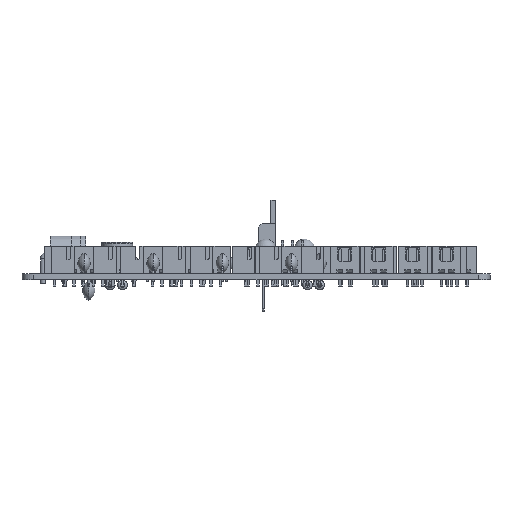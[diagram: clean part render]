
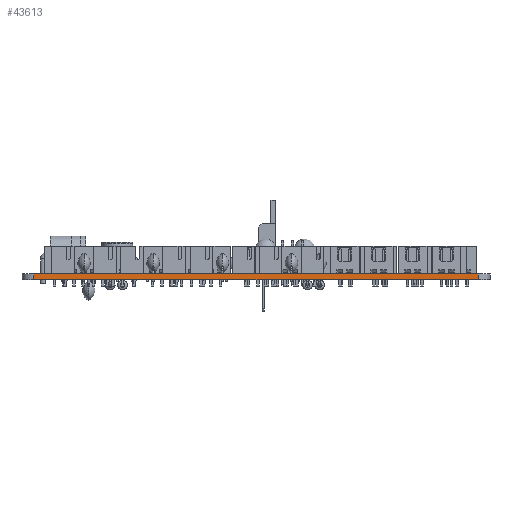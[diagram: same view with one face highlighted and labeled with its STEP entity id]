
A CAD part, front view. The second image highlights one B-rep face of the part: STEP entity #43613.
In plain terms, the highlighted planar face has unit normal (0, -1, 0).
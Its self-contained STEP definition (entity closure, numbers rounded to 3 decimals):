
#36750 = VERTEX_POINT('',#36751);
#36751 = CARTESIAN_POINT('',(96.4,-122.42,0.));
#36758 = EDGE_CURVE('',#36759,#36750,#36761,.T.);
#36759 = VERTEX_POINT('',#36760);
#36760 = CARTESIAN_POINT('',(210.4,-122.42,0.));
#36761 = LINE('',#36762,#36763);
#36762 = CARTESIAN_POINT('',(210.4,-122.42,0.));
#36763 = VECTOR('',#36764,1.);
#36764 = DIRECTION('',(-1.,0.,0.));
#40168 = VERTEX_POINT('',#40169);
#40169 = CARTESIAN_POINT('',(96.4,-122.42,1.51));
#40176 = EDGE_CURVE('',#40177,#40168,#40179,.T.);
#40177 = VERTEX_POINT('',#40178);
#40178 = CARTESIAN_POINT('',(210.4,-122.42,1.51));
#40179 = LINE('',#40180,#40181);
#40180 = CARTESIAN_POINT('',(210.4,-122.42,1.51));
#40181 = VECTOR('',#40182,1.);
#40182 = DIRECTION('',(-1.,0.,0.));
#43585 = EDGE_CURVE('',#36759,#40177,#43586,.T.);
#43586 = LINE('',#43587,#43588);
#43587 = CARTESIAN_POINT('',(210.4,-122.42,0.));
#43588 = VECTOR('',#43589,1.);
#43589 = DIRECTION('',(0.,0.,1.));
#43613 = ADVANCED_FACE('',(#43614),#43625,.T.);
#43614 = FACE_BOUND('',#43615,.T.);
#43615 = EDGE_LOOP('',(#43616,#43617,#43618,#43624));
#43616 = ORIENTED_EDGE('',*,*,#43585,.T.);
#43617 = ORIENTED_EDGE('',*,*,#40176,.T.);
#43618 = ORIENTED_EDGE('',*,*,#43619,.F.);
#43619 = EDGE_CURVE('',#36750,#40168,#43620,.T.);
#43620 = LINE('',#43621,#43622);
#43621 = CARTESIAN_POINT('',(96.4,-122.42,0.));
#43622 = VECTOR('',#43623,1.);
#43623 = DIRECTION('',(0.,0.,1.));
#43624 = ORIENTED_EDGE('',*,*,#36758,.F.);
#43625 = PLANE('',#43626);
#43626 = AXIS2_PLACEMENT_3D('',#43627,#43628,#43629);
#43627 = CARTESIAN_POINT('',(210.4,-122.42,0.));
#43628 = DIRECTION('',(0.,-1.,0.));
#43629 = DIRECTION('',(-1.,0.,0.));
